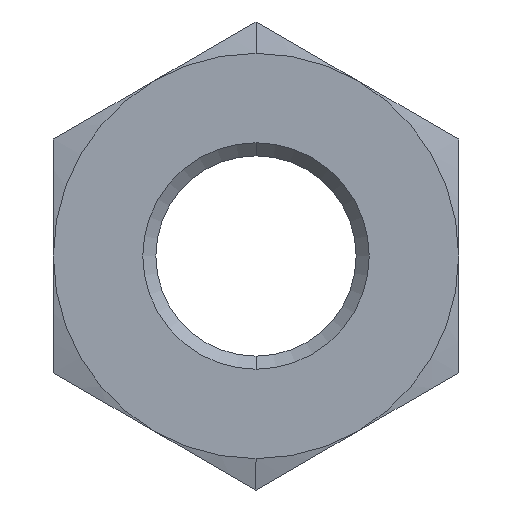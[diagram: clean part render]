
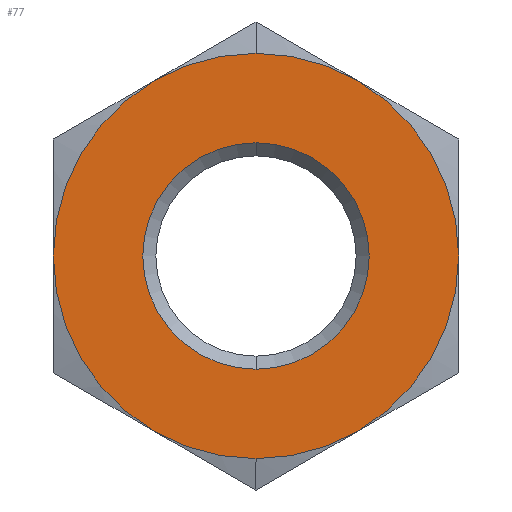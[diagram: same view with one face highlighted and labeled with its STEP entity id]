
A CAD part, front view. The second image highlights one B-rep face of the part: STEP entity #77.
In plain terms, the highlighted planar face has unit normal (0, -1, 0).
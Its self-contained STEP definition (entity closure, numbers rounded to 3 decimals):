
#77=ADVANCED_FACE('',(#173,#174),#175,.F.);
#173=FACE_BOUND('',#288,.T.);
#174=FACE_OUTER_BOUND('',#289,.T.);
#175=PLANE('',#290);
#288=EDGE_LOOP('',(#438,#439));
#289=EDGE_LOOP('',(#440,#441,#442,#443,#444,#445,#446,#447));
#290=AXIS2_PLACEMENT_3D('',#448,#449,#450);
#438=ORIENTED_EDGE('',*,*,#676,.T.);
#439=ORIENTED_EDGE('',*,*,#696,.T.);
#440=ORIENTED_EDGE('',*,*,#697,.F.);
#441=ORIENTED_EDGE('',*,*,#698,.F.);
#442=ORIENTED_EDGE('',*,*,#670,.F.);
#443=ORIENTED_EDGE('',*,*,#699,.F.);
#444=ORIENTED_EDGE('',*,*,#700,.F.);
#445=ORIENTED_EDGE('',*,*,#701,.F.);
#446=ORIENTED_EDGE('',*,*,#664,.F.);
#447=ORIENTED_EDGE('',*,*,#702,.F.);
#448=CARTESIAN_POINT('',(4.2,-13.0,0.0));
#449=DIRECTION('',(0.0,1.0,0.0));
#450=DIRECTION('',(0.0,0.0,1.0));
#664=EDGE_CURVE('',#777,#775,#779,.T.);
#670=EDGE_CURVE('',#788,#789,#790,.T.);
#676=EDGE_CURVE('',#800,#798,#801,.T.);
#696=EDGE_CURVE('',#798,#800,#831,.T.);
#697=EDGE_CURVE('',#832,#833,#834,.T.);
#698=EDGE_CURVE('',#789,#832,#835,.T.);
#699=EDGE_CURVE('',#836,#788,#837,.T.);
#700=EDGE_CURVE('',#838,#836,#839,.T.);
#701=EDGE_CURVE('',#775,#838,#840,.T.);
#702=EDGE_CURVE('',#833,#777,#841,.T.);
#775=VERTEX_POINT('',#930);
#777=VERTEX_POINT('',#933);
#779=CIRCLE('',#938,8.5);
#788=VERTEX_POINT('',#951);
#789=VERTEX_POINT('',#952);
#790=CIRCLE('',#953,8.5);
#798=VERTEX_POINT('',#965);
#800=VERTEX_POINT('',#968);
#801=CIRCLE('',#969,4.75);
#831=CIRCLE('',#1008,4.75);
#832=VERTEX_POINT('',#1009);
#833=VERTEX_POINT('',#1010);
#834=CIRCLE('',#1011,8.5);
#835=CIRCLE('',#1012,8.5);
#836=VERTEX_POINT('',#1013);
#837=CIRCLE('',#1014,8.5);
#838=VERTEX_POINT('',#1015);
#839=CIRCLE('',#1016,8.5);
#840=CIRCLE('',#1017,8.5);
#841=CIRCLE('',#1018,8.5);
#930=CARTESIAN_POINT('',(0.,-13.0,-8.5));
#933=CARTESIAN_POINT('',(4.25,-13.0,-7.361));
#938=AXIS2_PLACEMENT_3D('',#1173,#1174,#1175);
#951=CARTESIAN_POINT('',(-4.25,-13.0,7.361));
#952=CARTESIAN_POINT('',(0.0,-13.0,8.5));
#953=AXIS2_PLACEMENT_3D('',#1180,#1181,#1182);
#965=CARTESIAN_POINT('',(0.,-13.0,4.75));
#968=CARTESIAN_POINT('',(0.0,-13.0,-4.75));
#969=AXIS2_PLACEMENT_3D('',#1188,#1189,#1190);
#1008=AXIS2_PLACEMENT_3D('',#1215,#1216,#1217);
#1009=CARTESIAN_POINT('',(4.25,-13.0,7.361));
#1010=CARTESIAN_POINT('',(8.5,-13.0,0.0));
#1011=AXIS2_PLACEMENT_3D('',#1218,#1219,#1220);
#1012=AXIS2_PLACEMENT_3D('',#1221,#1222,#1223);
#1013=CARTESIAN_POINT('',(-8.5,-13.0,0.0));
#1014=AXIS2_PLACEMENT_3D('',#1224,#1225,#1226);
#1015=CARTESIAN_POINT('',(-4.25,-13.0,-7.361));
#1016=AXIS2_PLACEMENT_3D('',#1227,#1228,#1229);
#1017=AXIS2_PLACEMENT_3D('',#1230,#1231,#1232);
#1018=AXIS2_PLACEMENT_3D('',#1233,#1234,#1235);
#1173=CARTESIAN_POINT('',(0.0,-13.0,0.0));
#1174=DIRECTION('',(0.0,1.0,0.0));
#1175=DIRECTION('',(0.0,0.0,1.0));
#1180=CARTESIAN_POINT('',(0.0,-13.0,0.0));
#1181=DIRECTION('',(0.0,1.0,0.0));
#1182=DIRECTION('',(0.0,0.0,1.0));
#1188=CARTESIAN_POINT('',(0.0,-13.0,0.0));
#1189=DIRECTION('',(0.0,1.0,0.0));
#1190=DIRECTION('',(0.0,0.0,1.0));
#1215=CARTESIAN_POINT('',(0.0,-13.0,0.0));
#1216=DIRECTION('',(0.0,1.0,0.0));
#1217=DIRECTION('',(0.0,0.0,1.0));
#1218=CARTESIAN_POINT('',(0.0,-13.0,0.0));
#1219=DIRECTION('',(0.0,1.0,0.0));
#1220=DIRECTION('',(0.0,0.0,1.0));
#1221=CARTESIAN_POINT('',(0.0,-13.0,0.0));
#1222=DIRECTION('',(0.0,1.0,0.0));
#1223=DIRECTION('',(0.0,0.0,1.0));
#1224=CARTESIAN_POINT('',(0.0,-13.0,0.0));
#1225=DIRECTION('',(0.0,1.0,0.0));
#1226=DIRECTION('',(0.0,0.0,1.0));
#1227=CARTESIAN_POINT('',(0.0,-13.0,0.0));
#1228=DIRECTION('',(0.0,1.0,0.0));
#1229=DIRECTION('',(0.0,0.0,1.0));
#1230=CARTESIAN_POINT('',(0.0,-13.0,0.0));
#1231=DIRECTION('',(0.0,1.0,0.0));
#1232=DIRECTION('',(0.0,0.0,1.0));
#1233=CARTESIAN_POINT('',(0.0,-13.0,0.0));
#1234=DIRECTION('',(0.0,1.0,0.0));
#1235=DIRECTION('',(0.0,0.0,1.0));
